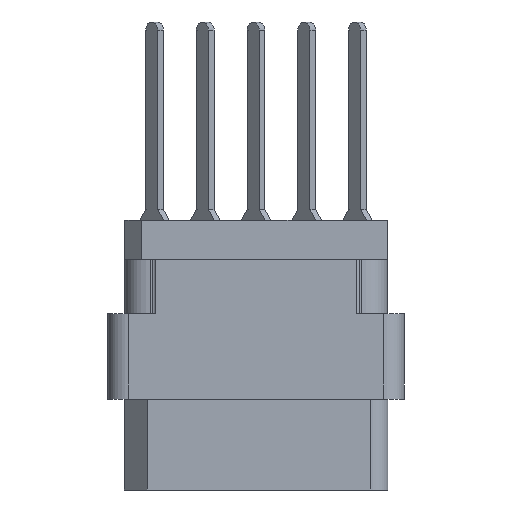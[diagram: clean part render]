
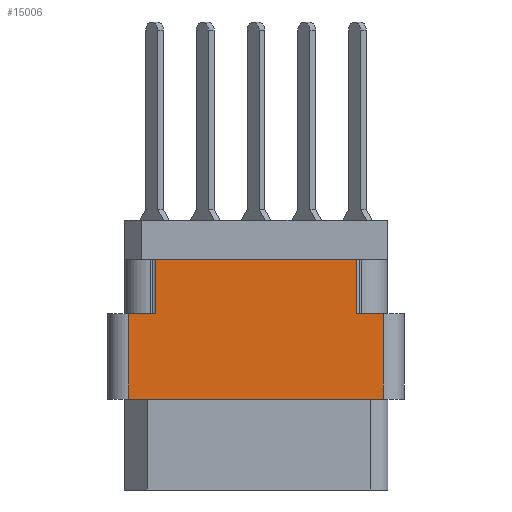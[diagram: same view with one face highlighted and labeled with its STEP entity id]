
A CAD part, left-side view. The second image highlights one B-rep face of the part: STEP entity #15006.
In plain terms, the highlighted planar face has unit normal (-1, 0, 0).
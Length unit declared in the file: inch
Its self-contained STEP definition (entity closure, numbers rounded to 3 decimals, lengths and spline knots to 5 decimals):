
#426 = CARTESIAN_POINT ( 'NONE',  ( -1., -0.376, -0.798 ) ) ;
#707 = CARTESIAN_POINT ( 'NONE',  ( -1., 0.296, -0.117 ) ) ;
#928 = VERTEX_POINT ( 'NONE', #6917 ) ;
#1013 = VERTEX_POINT ( 'NONE', #27656 ) ;
#1255 = DIRECTION ( 'NONE',  ( 0., 0., 1. ) ) ;
#1993 = VECTOR ( 'NONE', #9023, 39.37008 ) ;
#3683 = EDGE_CURVE ( 'NONE', #15671, #928, #14798, .T. ) ;
#4147 = DIRECTION ( 'NONE',  ( 0., -1., 0. ) ) ;
#4402 = CARTESIAN_POINT ( 'NONE',  ( -1., -0.376, -0.529 ) ) ;
#4854 = CARTESIAN_POINT ( 'NONE',  ( -1., -0.376, -0.277 ) ) ;
#5515 = CARTESIAN_POINT ( 'NONE',  ( -1., 0.296, -0.277 ) ) ;
#6468 = LINE ( 'NONE', #10906, #10389 ) ;
#6766 = VECTOR ( 'NONE', #23119, 39.37008 ) ;
#6917 = CARTESIAN_POINT ( 'NONE',  ( -1., -0.296, -0.117 ) ) ;
#7166 = VECTOR ( 'NONE', #8251, 39.37008 ) ;
#7567 = VECTOR ( 'NONE', #32280, 39.37008 ) ;
#8251 = DIRECTION ( 'NONE',  ( 0., 0., 1. ) ) ;
#8705 = CARTESIAN_POINT ( 'NONE',  ( -1., 0.438, -0.277 ) ) ;
#8788 = VECTOR ( 'NONE', #30899, 39.37008 ) ;
#8947 = ORIENTED_EDGE ( 'NONE', *, *, #12781, .F. ) ;
#9004 = EDGE_CURVE ( 'NONE', #1013, #12626, #21458, .T. ) ;
#9023 = DIRECTION ( 'NONE',  ( 0., -1., 0. ) ) ;
#10131 = EDGE_CURVE ( 'NONE', #1013, #928, #6468, .T. ) ;
#10220 = LINE ( 'NONE', #12688, #7166 ) ;
#10317 = EDGE_CURVE ( 'NONE', #20120, #12626, #15129, .T. ) ;
#10389 = VECTOR ( 'NONE', #16446, 39.37008 ) ;
#10906 = CARTESIAN_POINT ( 'NONE',  ( -1., -0.296, -0.277 ) ) ;
#11222 = CARTESIAN_POINT ( 'NONE',  ( -1., -0.376, -0.529 ) ) ;
#11431 = VECTOR ( 'NONE', #4147, 39.37008 ) ;
#11538 = ORIENTED_EDGE ( 'NONE', *, *, #10131, .T. ) ;
#12626 = VERTEX_POINT ( 'NONE', #4854 ) ;
#12688 = CARTESIAN_POINT ( 'NONE',  ( -1., 0.296, -0.277 ) ) ;
#12781 = EDGE_CURVE ( 'NONE', #20415, #15671, #10220, .T. ) ;
#13666 = CARTESIAN_POINT ( 'NONE',  ( -1., -0.376, -0.798 ) ) ;
#14038 = LINE ( 'NONE', #31191, #8788 ) ;
#14798 = LINE ( 'NONE', #16927, #7567 ) ;
#15006 = ADVANCED_FACE ( 'NONE', ( #23628 ), #31627, .T. ) ;
#15129 = LINE ( 'NONE', #426, #6766 ) ;
#15366 = EDGE_CURVE ( 'NONE', #25126, #20415, #25888, .T. ) ;
#15671 = VERTEX_POINT ( 'NONE', #707 ) ;
#16446 = DIRECTION ( 'NONE',  ( 0., 0., 1. ) ) ;
#16927 = CARTESIAN_POINT ( 'NONE',  ( -1., 0.438, -0.117 ) ) ;
#17602 = ORIENTED_EDGE ( 'NONE', *, *, #9004, .F. ) ;
#19249 = ORIENTED_EDGE ( 'NONE', *, *, #15366, .F. ) ;
#19514 = CARTESIAN_POINT ( 'NONE',  ( -1., 0.376, -0.529 ) ) ;
#20120 = VERTEX_POINT ( 'NONE', #4402 ) ;
#20415 = VERTEX_POINT ( 'NONE', #5515 ) ;
#21170 = DIRECTION ( 'NONE',  ( -1., 0., 0. ) ) ;
#21182 = DIRECTION ( 'NONE',  ( 0., 1., 0. ) ) ;
#21208 = ORIENTED_EDGE ( 'NONE', *, *, #24841, .F. ) ;
#21458 = LINE ( 'NONE', #26354, #1993 ) ;
#22823 = EDGE_LOOP ( 'NONE', ( #30065, #21208, #23845, #17602, #11538, #25227, #8947, #19249 ) ) ;
#23119 = DIRECTION ( 'NONE',  ( 0., 0., 1. ) ) ;
#23480 = AXIS2_PLACEMENT_3D ( 'NONE', #13666, #21170, #1255 ) ;
#23628 = FACE_OUTER_BOUND ( 'NONE', #22823, .T. ) ;
#23845 = ORIENTED_EDGE ( 'NONE', *, *, #10317, .T. ) ;
#24841 = EDGE_CURVE ( 'NONE', #20120, #29615, #28238, .T. ) ;
#25126 = VERTEX_POINT ( 'NONE', #32123 ) ;
#25227 = ORIENTED_EDGE ( 'NONE', *, *, #3683, .F. ) ;
#25647 = EDGE_CURVE ( 'NONE', #29615, #25126, #14038, .T. ) ;
#25888 = LINE ( 'NONE', #8705, #11431 ) ;
#26354 = CARTESIAN_POINT ( 'NONE',  ( -1., -0.296, -0.277 ) ) ;
#27656 = CARTESIAN_POINT ( 'NONE',  ( -1., -0.296, -0.277 ) ) ;
#28238 = LINE ( 'NONE', #11222, #30697 ) ;
#29615 = VERTEX_POINT ( 'NONE', #19514 ) ;
#30065 = ORIENTED_EDGE ( 'NONE', *, *, #25647, .F. ) ;
#30697 = VECTOR ( 'NONE', #21182, 39.37008 ) ;
#30899 = DIRECTION ( 'NONE',  ( 0., 0., 1. ) ) ;
#31191 = CARTESIAN_POINT ( 'NONE',  ( -1., 0.376, -0.798 ) ) ;
#31627 = PLANE ( 'NONE',  #23480 ) ;
#32123 = CARTESIAN_POINT ( 'NONE',  ( -1., 0.376, -0.277 ) ) ;
#32280 = DIRECTION ( 'NONE',  ( 0., -1., 0. ) ) ;
